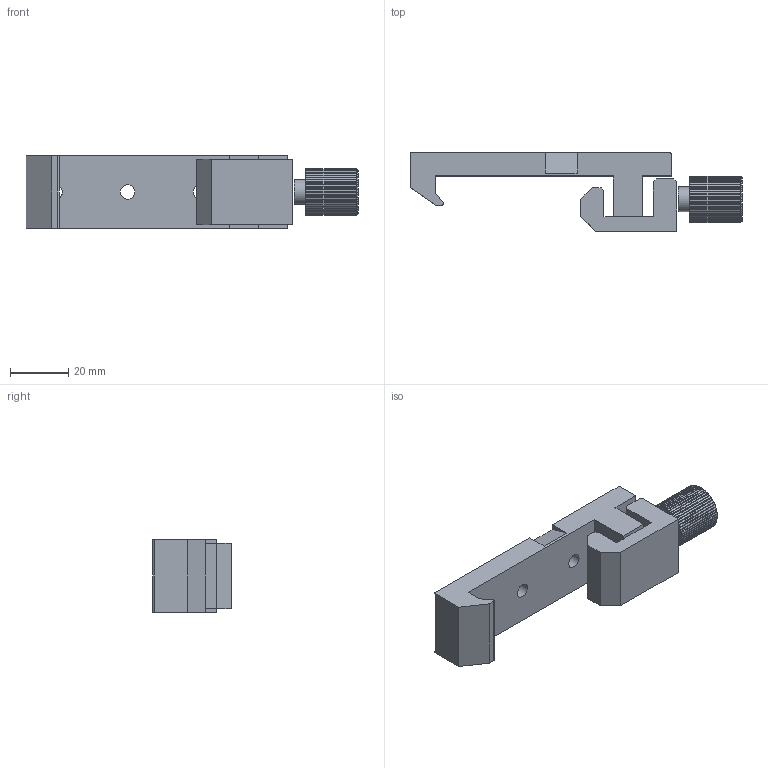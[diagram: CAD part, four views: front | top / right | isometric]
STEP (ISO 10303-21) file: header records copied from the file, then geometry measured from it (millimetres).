
FILE_DESCRIPTION (( 'STEP AP203' ), '1' );
FILE_NAME ('CRL-1.step', '2017-01-11T07:14:39', ( '¦K¬P' ), ( '' ), 'SwSTEP 2.0', 'SolidWorks 2012', '' );
FILE_SCHEMA (( 'CONFIG_CONTROL_DESIGN' ));
Length unit declared in the file: millimetre
Products named in the file (1): CRL-1
Bounding box: 114.27 x 27 x 25 mm (x, y, z)
Surface area: 12934.8 mm2 (no closed solid volume)
Topology: 0 solids, 3 shells, 213 faces, 632 edges, 423 vertices
Faces by surface type: plane 149, cylinder 63, cone 1
Full cylindrical faces by diameter (mm): 5 x3, 8.5 x1
Entity records: 7259 total; most frequent: CARTESIAN_POINT 1592, ORIENTED_EDGE 1238, DIRECTION 1072, EDGE_CURVE 623, VERTEX_POINT 419, LINE 378, VECTOR 378, AXIS2_PLACEMENT_3D 347
